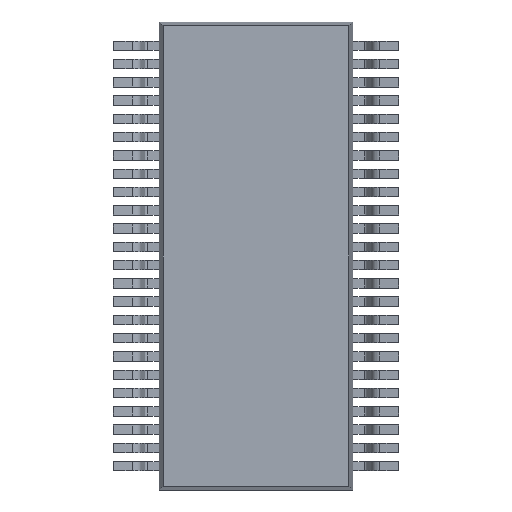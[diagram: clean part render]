
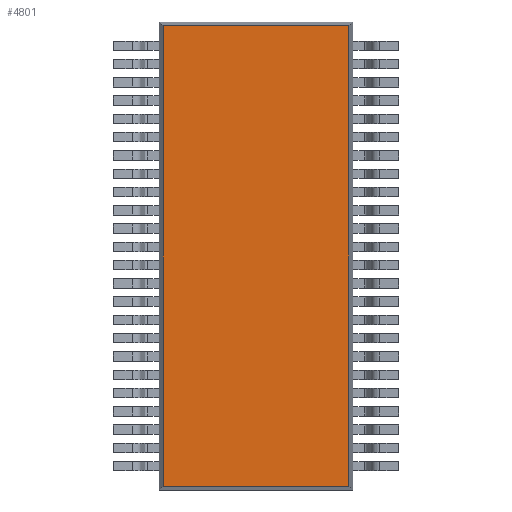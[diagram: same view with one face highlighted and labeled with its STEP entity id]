
A CAD part, front view. The second image highlights one B-rep face of the part: STEP entity #4801.
In plain terms, the highlighted planar face has unit normal (0, -1, 0).
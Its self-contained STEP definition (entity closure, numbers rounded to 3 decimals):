
#162 = VERTEX_POINT ( 'NONE', #14969 ) ;
#3166 = EDGE_CURVE ( 'NONE', #5487, #162, #13961, .T. ) ;
#3381 = EDGE_CURVE ( 'NONE', #6654, #7207, #14500, .T. ) ;
#3828 = DIRECTION ( 'NONE',  ( 0., 0., -1. ) ) ;
#3860 = CARTESIAN_POINT ( 'NONE',  ( 2.541, 0.05, 6.291 ) ) ;
#4251 = VECTOR ( 'NONE', #15588, 1000. ) ;
#4801 = ADVANCED_FACE ( 'NONE', ( #5455 ), #5870, .T. ) ;
#5455 = FACE_OUTER_BOUND ( 'NONE', #10786, .T. ) ;
#5487 = VERTEX_POINT ( 'NONE', #3860 ) ;
#5689 = DIRECTION ( 'NONE',  ( -1., 0., 0. ) ) ;
#5870 = PLANE ( 'NONE',  #19103 ) ;
#6091 = EDGE_CURVE ( 'NONE', #162, #6654, #14151, .T. ) ;
#6654 = VERTEX_POINT ( 'NONE', #17955 ) ;
#7106 = VECTOR ( 'NONE', #5689, 1000. ) ;
#7207 = VERTEX_POINT ( 'NONE', #9860 ) ;
#7415 = DIRECTION ( 'NONE',  ( 0., -1., 0. ) ) ;
#8706 = DIRECTION ( 'NONE',  ( 0., 0., 1. ) ) ;
#9162 = CARTESIAN_POINT ( 'NONE',  ( 0., 0.05, 0. ) ) ;
#9860 = CARTESIAN_POINT ( 'NONE',  ( 2.541, 0.05, -6.291 ) ) ;
#10582 = VECTOR ( 'NONE', #16250, 1000. ) ;
#10786 = EDGE_LOOP ( 'NONE', ( #16756, #19059, #10981, #16565 ) ) ;
#10981 = ORIENTED_EDGE ( 'NONE', *, *, #3166, .T. ) ;
#13064 = LINE ( 'NONE', #14915, #20886 ) ;
#13408 = EDGE_CURVE ( 'NONE', #7207, #5487, #13064, .T. ) ;
#13961 = LINE ( 'NONE', #17582, #7106 ) ;
#14151 = LINE ( 'NONE', #18965, #4251 ) ;
#14500 = LINE ( 'NONE', #17780, #10582 ) ;
#14915 = CARTESIAN_POINT ( 'NONE',  ( 2.541, 0.05, -6.4 ) ) ;
#14969 = CARTESIAN_POINT ( 'NONE',  ( -2.541, 0.05, 6.291 ) ) ;
#15588 = DIRECTION ( 'NONE',  ( 0., 0., -1. ) ) ;
#16250 = DIRECTION ( 'NONE',  ( 1., 0., 0. ) ) ;
#16565 = ORIENTED_EDGE ( 'NONE', *, *, #6091, .T. ) ;
#16756 = ORIENTED_EDGE ( 'NONE', *, *, #3381, .T. ) ;
#17582 = CARTESIAN_POINT ( 'NONE',  ( 2.65, 0.05, 6.291 ) ) ;
#17780 = CARTESIAN_POINT ( 'NONE',  ( -2.65, 0.05, -6.291 ) ) ;
#17955 = CARTESIAN_POINT ( 'NONE',  ( -2.541, 0.05, -6.291 ) ) ;
#18965 = CARTESIAN_POINT ( 'NONE',  ( -2.541, 0.05, 6.4 ) ) ;
#19059 = ORIENTED_EDGE ( 'NONE', *, *, #13408, .T. ) ;
#19103 = AXIS2_PLACEMENT_3D ( 'NONE', #9162, #7415, #3828 ) ;
#20886 = VECTOR ( 'NONE', #8706, 1000. ) ;
